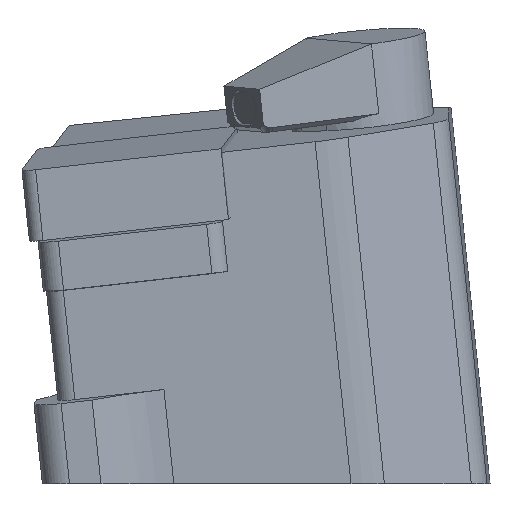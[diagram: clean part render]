
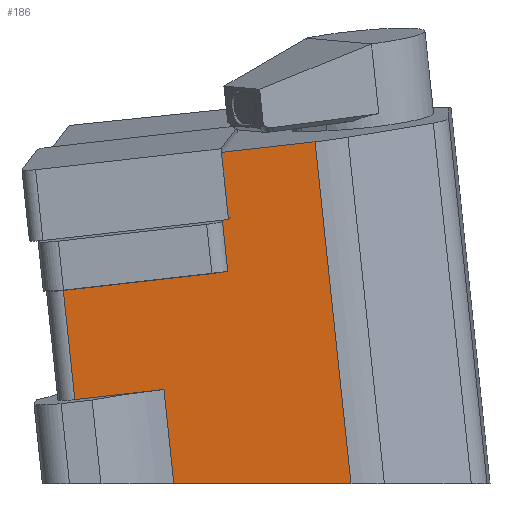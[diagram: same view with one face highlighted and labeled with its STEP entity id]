
A CAD part, left-side view. The second image highlights one B-rep face of the part: STEP entity #186.
In plain terms, the highlighted planar face has unit normal (-0.992, -0.087, -0.096).
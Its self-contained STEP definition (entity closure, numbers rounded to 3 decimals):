
#186=ADVANCED_FACE('',(#307),#258,.F.);
#258=PLANE('',#1398);
#307=FACE_OUTER_BOUND('',#377,.T.);
#377=EDGE_LOOP('',(#737,#738,#739,#740,#741,#742,#743,#744,#745));
#449=LINE('',#1874,#577);
#454=LINE('',#1889,#582);
#471=LINE('',#1926,#599);
#472=LINE('',#1928,#600);
#473=LINE('',#1930,#601);
#474=LINE('',#1932,#602);
#475=LINE('',#1934,#603);
#476=LINE('',#1936,#604);
#477=LINE('',#1937,#605);
#577=VECTOR('',#1507,1.);
#582=VECTOR('',#1518,1.);
#599=VECTOR('',#1545,1.);
#600=VECTOR('',#1546,1.);
#601=VECTOR('',#1547,1.);
#602=VECTOR('',#1548,1.);
#603=VECTOR('',#1549,1.);
#604=VECTOR('',#1550,1.);
#605=VECTOR('',#1551,1.);
#737=ORIENTED_EDGE('',*,*,#1195,.F.);
#738=ORIENTED_EDGE('',*,*,#1221,.F.);
#739=ORIENTED_EDGE('',*,*,#1222,.T.);
#740=ORIENTED_EDGE('',*,*,#1223,.T.);
#741=ORIENTED_EDGE('',*,*,#1224,.F.);
#742=ORIENTED_EDGE('',*,*,#1225,.F.);
#743=ORIENTED_EDGE('',*,*,#1226,.T.);
#744=ORIENTED_EDGE('',*,*,#1202,.F.);
#745=ORIENTED_EDGE('',*,*,#1227,.T.);
#1073=VERTEX_POINT('',#1872);
#1075=VERTEX_POINT('',#1875);
#1081=VERTEX_POINT('',#1888);
#1082=VERTEX_POINT('',#1890);
#1097=VERTEX_POINT('',#1927);
#1098=VERTEX_POINT('',#1929);
#1099=VERTEX_POINT('',#1931);
#1100=VERTEX_POINT('',#1933);
#1101=VERTEX_POINT('',#1935);
#1195=EDGE_CURVE('',#1073,#1075,#449,.T.);
#1202=EDGE_CURVE('',#1081,#1082,#454,.T.);
#1221=EDGE_CURVE('',#1097,#1073,#471,.T.);
#1222=EDGE_CURVE('',#1097,#1098,#472,.T.);
#1223=EDGE_CURVE('',#1098,#1099,#473,.T.);
#1224=EDGE_CURVE('',#1100,#1099,#474,.T.);
#1225=EDGE_CURVE('',#1101,#1100,#475,.T.);
#1226=EDGE_CURVE('',#1101,#1082,#476,.T.);
#1227=EDGE_CURVE('',#1081,#1075,#477,.T.);
#1398=AXIS2_PLACEMENT_3D('',#1938,#1552,#1553);
#1507=DIRECTION('',(0.076,-0.991,0.112));
#1518=DIRECTION('',(0.076,-0.991,0.112));
#1545=DIRECTION('',(0.076,-0.991,0.112));
#1546=DIRECTION('',(0.105,-0.104,-0.989));
#1547=DIRECTION('',(0.076,-0.991,0.112));
#1548=DIRECTION('',(-0.105,0.104,0.989));
#1549=DIRECTION('',(-0.087,0.996,0.));
#1550=DIRECTION('',(-0.105,0.104,0.989));
#1551=DIRECTION('',(0.105,-0.104,-0.989));
#1552=DIRECTION('',(0.992,0.087,0.096));
#1553=DIRECTION('',(0.096,0.,-0.995));
#1872=CARTESIAN_POINT('',(2.328,12.248,-6.496));
#1874=CARTESIAN_POINT('',(1.554,22.363,-7.641));
#1875=CARTESIAN_POINT('',(2.357,11.873,-6.453));
#1888=CARTESIAN_POINT('',(1.559,12.667,1.103));
#1889=CARTESIAN_POINT('',(0.755,23.157,-0.084));
#1890=CARTESIAN_POINT('',(2.045,6.309,1.823));
#1926=CARTESIAN_POINT('',(2.357,11.873,-6.454));
#1927=CARTESIAN_POINT('',(1.554,22.363,-7.641));
#1928=CARTESIAN_POINT('',(4.905,19.03,-39.35));
#1929=CARTESIAN_POINT('',(2.292,21.629,-14.623));
#1930=CARTESIAN_POINT('',(2.292,21.629,-14.623));
#1931=CARTESIAN_POINT('',(2.727,15.946,-13.98));
#1932=CARTESIAN_POINT('',(37.785,-18.919,-345.705));
#1933=CARTESIAN_POINT('',(3.363,15.313,-20.));
#1934=CARTESIAN_POINT('',(3.052,18.868,-20.));
#1935=CARTESIAN_POINT('',(4.352,4.015,-20.));
#1936=CARTESIAN_POINT('',(6.195,2.182,-37.443));
#1937=CARTESIAN_POINT('',(1.312,12.913,3.438));
#1938=CARTESIAN_POINT('',(4.905,19.03,-39.35));
